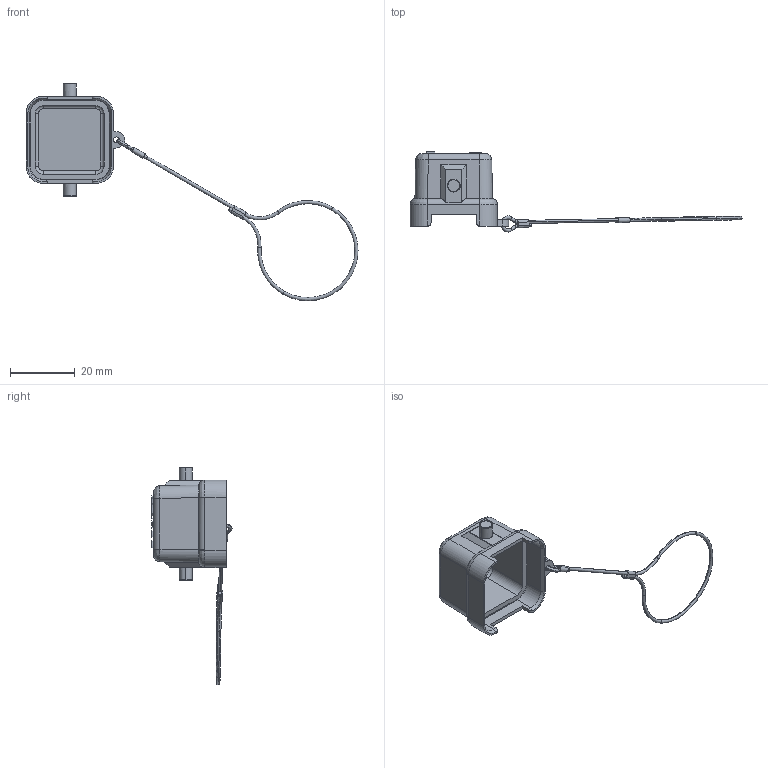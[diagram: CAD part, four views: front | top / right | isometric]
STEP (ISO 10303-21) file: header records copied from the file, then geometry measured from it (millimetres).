
FILE_DESCRIPTION((''),'2;1');
FILE_NAME('H3A-CV-2B_1M_V1_0','2023-12-14T',('lj.zou'),(''),'PRO/ENGINEER BY PARAMETRIC TECHNOLOGY CORPORATION, 2012480','PRO/ENGINEER BY PARAMETRIC TECHNOLOGY CORPORATION, 2012480','');
FILE_SCHEMA(('CONFIG_CONTROL_DESIGN'));
Length unit declared in the file: millimetre
Products named in the file (1): H3A-CV-2B_1M_V1_0
Bounding box: 102.57 x 24.72 x 67.24 mm (x, y, z)
Volume: 3457.8 mm3; surface area: 5562 mm2
Topology: 1 solids, 1 shells, 232 faces, 593 edges, 376 vertices
Faces by surface type: plane 108, cylinder 79, torus 24, bspline 20, extrusion 1
Entity records: 8500 total; most frequent: CARTESIAN_POINT 2932, ORIENTED_EDGE 1186, DIRECTION 1104, EDGE_CURVE 593, AXIS2_PLACEMENT_3D 385, VERTEX_POINT 376, VECTOR 334, LINE 333
